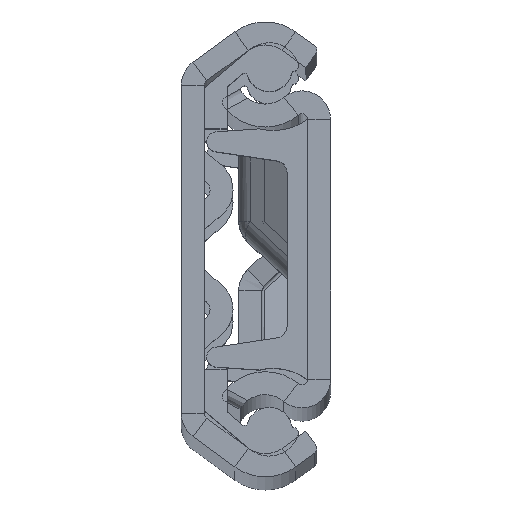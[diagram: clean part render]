
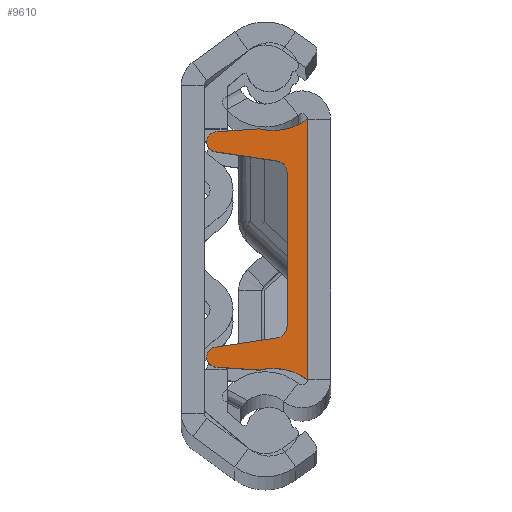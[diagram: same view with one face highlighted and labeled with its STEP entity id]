
A CAD part, top view. The second image highlights one B-rep face of the part: STEP entity #9610.
In plain terms, the highlighted face is planar.
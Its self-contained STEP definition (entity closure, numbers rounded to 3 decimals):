
#37 = VERTEX_POINT ( 'NONE', #8591 ) ;
#234 = VERTEX_POINT ( 'NONE', #5244 ) ;
#419 = DIRECTION ( 'NONE',  ( 0., 0.149, -0.989 ) ) ;
#512 = CARTESIAN_POINT ( 'NONE',  ( 6., -6.708, 2.8 ) ) ;
#520 = VECTOR ( 'NONE', #5705, 1000. ) ;
#557 = VECTOR ( 'NONE', #4678, 1000. ) ;
#786 = ORIENTED_EDGE ( 'NONE', *, *, #8501, .F. ) ;
#829 = LINE ( 'NONE', #3875, #557 ) ;
#867 = CARTESIAN_POINT ( 'NONE',  ( 6., 10.5, 4.216 ) ) ;
#874 = DIRECTION ( 'NONE',  ( 1., 0., 0. ) ) ;
#975 = DIRECTION ( 'NONE',  ( 0., 0., -1. ) ) ;
#1013 = VECTOR ( 'NONE', #1429, 1000. ) ;
#1429 = DIRECTION ( 'NONE',  ( 0., 0.067, 0.998 ) ) ;
#1459 = CARTESIAN_POINT ( 'NONE',  ( 6., -9.375, 7.925 ) ) ;
#1503 = AXIS2_PLACEMENT_3D ( 'NONE', #5739, #5376, #7524 ) ;
#1528 = CIRCLE ( 'NONE', #2159, 0.875 ) ;
#1623 = ORIENTED_EDGE ( 'NONE', *, *, #8466, .F. ) ;
#1759 = CARTESIAN_POINT ( 'NONE',  ( 6., -10.248, 7.983 ) ) ;
#1798 = LINE ( 'NONE', #2654, #520 ) ;
#1883 = DIRECTION ( 'NONE',  ( 1., 0., 0. ) ) ;
#1968 = EDGE_CURVE ( 'NONE', #3743, #9449, #8433, .T. ) ;
#1978 = CIRCLE ( 'NONE', #7396, 5. ) ;
#1993 = CIRCLE ( 'NONE', #7572, 0.875 ) ;
#2014 = LINE ( 'NONE', #3473, #9481 ) ;
#2100 = DIRECTION ( 'NONE',  ( 1., 0., 0. ) ) ;
#2151 = EDGE_CURVE ( 'NONE', #9449, #8598, #3746, .T. ) ;
#2157 = VERTEX_POINT ( 'NONE', #6098 ) ;
#2159 = AXIS2_PLACEMENT_3D ( 'NONE', #1459, #5304, #2857 ) ;
#2206 = CARTESIAN_POINT ( 'NONE',  ( 6., -7.697, 2.651 ) ) ;
#2220 = CARTESIAN_POINT ( 'NONE',  ( 6., -15.35, 3. ) ) ;
#2413 = ORIENTED_EDGE ( 'NONE', *, *, #1968, .T. ) ;
#2426 = ORIENTED_EDGE ( 'NONE', *, *, #3966, .T. ) ;
#2549 = ORIENTED_EDGE ( 'NONE', *, *, #6410, .T. ) ;
#2654 = CARTESIAN_POINT ( 'NONE',  ( 6., 0., 1.8 ) ) ;
#2668 = VERTEX_POINT ( 'NONE', #7714 ) ;
#2857 = DIRECTION ( 'NONE',  ( 0., 0., -1. ) ) ;
#2865 = FACE_OUTER_BOUND ( 'NONE', #5165, .T. ) ;
#2961 = CARTESIAN_POINT ( 'NONE',  ( 6., -6.708, 1.8 ) ) ;
#2972 = DIRECTION ( 'NONE',  ( 1., 0., 0. ) ) ;
#3265 = ORIENTED_EDGE ( 'NONE', *, *, #2151, .T. ) ;
#3343 = CARTESIAN_POINT ( 'NONE',  ( 6., 8.51, 8.055 ) ) ;
#3473 = CARTESIAN_POINT ( 'NONE',  ( 6., 10.734, 0.718 ) ) ;
#3479 = CIRCLE ( 'NONE', #6026, 0.875 ) ;
#3743 = VERTEX_POINT ( 'NONE', #8827 ) ;
#3746 = LINE ( 'NONE', #6045, #3981 ) ;
#3875 = CARTESIAN_POINT ( 'NONE',  ( 6., 0., 0. ) ) ;
#3889 = DIRECTION ( 'NONE',  ( 0., -0.149, -0.989 ) ) ;
#3919 = DIRECTION ( 'NONE',  ( 0., 0., -1. ) ) ;
#3955 = ORIENTED_EDGE ( 'NONE', *, *, #9350, .T. ) ;
#3966 = EDGE_CURVE ( 'NONE', #2157, #6605, #1798, .T. ) ;
#3981 = VECTOR ( 'NONE', #3889, 1000. ) ;
#4025 = DIRECTION ( 'NONE',  ( 1., 0., 0. ) ) ;
#4075 = CARTESIAN_POINT ( 'NONE',  ( 6., 7.697, 2.651 ) ) ;
#4114 = ORIENTED_EDGE ( 'NONE', *, *, #6700, .T. ) ;
#4216 = CIRCLE ( 'NONE', #9460, 5. ) ;
#4358 = DIRECTION ( 'NONE',  ( 1., 0., 0. ) ) ;
#4468 = AXIS2_PLACEMENT_3D ( 'NONE', #9196, #874, #3919 ) ;
#4675 = ORIENTED_EDGE ( 'NONE', *, *, #5785, .F. ) ;
#4678 = DIRECTION ( 'NONE',  ( 0., -1., 0. ) ) ;
#4860 = ORIENTED_EDGE ( 'NONE', *, *, #6634, .T. ) ;
#5165 = EDGE_LOOP ( 'NONE', ( #7416, #4860, #4114, #1623, #4675, #6657, #786, #2549, #3955, #2413, #3265, #7140, #2426, #5771 ) ) ;
#5244 = CARTESIAN_POINT ( 'NONE',  ( 6., -10.5, 4.216 ) ) ;
#5272 = DIRECTION ( 'NONE',  ( 1., 0., 0. ) ) ;
#5304 = DIRECTION ( 'NONE',  ( 1., 0., 0. ) ) ;
#5363 = CARTESIAN_POINT ( 'NONE',  ( 6., -8.51, 8.055 ) ) ;
#5376 = DIRECTION ( 'NONE',  ( 1., 0., 0. ) ) ;
#5492 = CIRCLE ( 'NONE', #1503, 1. ) ;
#5634 = EDGE_CURVE ( 'NONE', #2157, #8598, #5492, .T. ) ;
#5705 = DIRECTION ( 'NONE',  ( 0., -1., 0. ) ) ;
#5731 = EDGE_CURVE ( 'NONE', #6006, #2668, #829, .T. ) ;
#5739 = CARTESIAN_POINT ( 'NONE',  ( 6., 6.708, 2.8 ) ) ;
#5771 = ORIENTED_EDGE ( 'NONE', *, *, #7548, .F. ) ;
#5785 = EDGE_CURVE ( 'NONE', #2668, #234, #4216, .T. ) ;
#6006 = VERTEX_POINT ( 'NONE', #6523 ) ;
#6026 = AXIS2_PLACEMENT_3D ( 'NONE', #8942, #2100, #8197 ) ;
#6045 = CARTESIAN_POINT ( 'NONE',  ( 6., 7.136, -1.074 ) ) ;
#6079 = CARTESIAN_POINT ( 'NONE',  ( 6., 15.35, 3. ) ) ;
#6098 = CARTESIAN_POINT ( 'NONE',  ( 6., 6.708, 1.8 ) ) ;
#6357 = VERTEX_POINT ( 'NONE', #1759 ) ;
#6385 = DIRECTION ( 'NONE',  ( 0., 0., -1. ) ) ;
#6410 = EDGE_CURVE ( 'NONE', #9024, #37, #2014, .T. ) ;
#6461 = CARTESIAN_POINT ( 'NONE',  ( 6., -7.136, -1.074 ) ) ;
#6523 = CARTESIAN_POINT ( 'NONE',  ( 6., 11.35, 0. ) ) ;
#6580 = LINE ( 'NONE', #8823, #1013 ) ;
#6605 = VERTEX_POINT ( 'NONE', #2961 ) ;
#6634 = EDGE_CURVE ( 'NONE', #9703, #7907, #1528, .T. ) ;
#6657 = ORIENTED_EDGE ( 'NONE', *, *, #5731, .F. ) ;
#6700 = EDGE_CURVE ( 'NONE', #7907, #6357, #3479, .T. ) ;
#7140 = ORIENTED_EDGE ( 'NONE', *, *, #5634, .F. ) ;
#7396 = AXIS2_PLACEMENT_3D ( 'NONE', #6079, #5272, #8308 ) ;
#7416 = ORIENTED_EDGE ( 'NONE', *, *, #7427, .F. ) ;
#7427 = EDGE_CURVE ( 'NONE', #9703, #8822, #8593, .T. ) ;
#7524 = DIRECTION ( 'NONE',  ( 0., 0., -1. ) ) ;
#7548 = EDGE_CURVE ( 'NONE', #8822, #6605, #7694, .T. ) ;
#7562 = PLANE ( 'NONE',  #7885 ) ;
#7572 = AXIS2_PLACEMENT_3D ( 'NONE', #8573, #1883, #6385 ) ;
#7694 = CIRCLE ( 'NONE', #8807, 1. ) ;
#7714 = CARTESIAN_POINT ( 'NONE',  ( 6., -11.35, 0. ) ) ;
#7885 = AXIS2_PLACEMENT_3D ( 'NONE', #9001, #2972, #8295 ) ;
#7907 = VERTEX_POINT ( 'NONE', #8925 ) ;
#8197 = DIRECTION ( 'NONE',  ( 0., 0., -1. ) ) ;
#8295 = DIRECTION ( 'NONE',  ( 0., 0., -1. ) ) ;
#8308 = DIRECTION ( 'NONE',  ( 0., 0., -1. ) ) ;
#8318 = VECTOR ( 'NONE', #419, 1000. ) ;
#8433 = CIRCLE ( 'NONE', #4468, 0.875 ) ;
#8466 = EDGE_CURVE ( 'NONE', #234, #6357, #6580, .T. ) ;
#8501 = EDGE_CURVE ( 'NONE', #9024, #6006, #1978, .T. ) ;
#8573 = CARTESIAN_POINT ( 'NONE',  ( 6., 9.375, 7.925 ) ) ;
#8591 = CARTESIAN_POINT ( 'NONE',  ( 6., 10.248, 7.983 ) ) ;
#8593 = LINE ( 'NONE', #6461, #8318 ) ;
#8598 = VERTEX_POINT ( 'NONE', #4075 ) ;
#8807 = AXIS2_PLACEMENT_3D ( 'NONE', #512, #4358, #9671 ) ;
#8822 = VERTEX_POINT ( 'NONE', #2206 ) ;
#8823 = CARTESIAN_POINT ( 'NONE',  ( 6., -10.734, 0.718 ) ) ;
#8827 = CARTESIAN_POINT ( 'NONE',  ( 6., 9.375, 8.8 ) ) ;
#8925 = CARTESIAN_POINT ( 'NONE',  ( 6., -9.375, 8.8 ) ) ;
#8942 = CARTESIAN_POINT ( 'NONE',  ( 6., -9.375, 7.925 ) ) ;
#9001 = CARTESIAN_POINT ( 'NONE',  ( 6., 0., 0. ) ) ;
#9024 = VERTEX_POINT ( 'NONE', #867 ) ;
#9196 = CARTESIAN_POINT ( 'NONE',  ( 6., 9.375, 7.925 ) ) ;
#9350 = EDGE_CURVE ( 'NONE', #37, #3743, #1993, .T. ) ;
#9449 = VERTEX_POINT ( 'NONE', #3343 ) ;
#9460 = AXIS2_PLACEMENT_3D ( 'NONE', #2220, #4025, #975 ) ;
#9481 = VECTOR ( 'NONE', #9634, 1000. ) ;
#9610 = ADVANCED_FACE ( 'NONE', ( #2865 ), #7562, .T. ) ;
#9634 = DIRECTION ( 'NONE',  ( 0., -0.067, 0.998 ) ) ;
#9671 = DIRECTION ( 'NONE',  ( 0., 0., -1. ) ) ;
#9703 = VERTEX_POINT ( 'NONE', #5363 ) ;
